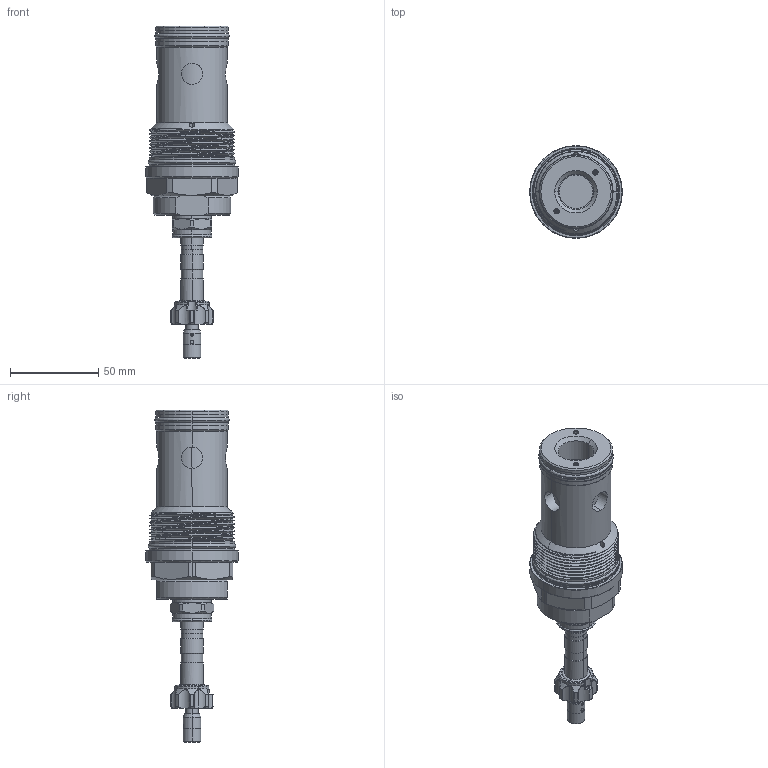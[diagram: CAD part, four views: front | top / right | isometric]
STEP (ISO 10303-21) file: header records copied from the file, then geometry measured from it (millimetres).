
FILE_DESCRIPTION (( 'STEP AP203' ), '1' );
FILE_NAME ('EP18A2A31T95.STEP', '2020-03-31T06:33:26', ( '' ), ( '' ), 'SwSTEP 2.0', 'SolidWorks 2018', '' );
FILE_SCHEMA (( 'CONFIG_CONTROL_DESIGN' ));
Length unit declared in the file: millimetre
Products named in the file (1): EP18A2A31T95
Bounding box: 52.37 x 52.37 x 187.6 mm (x, y, z)
Volume: 164729.9 mm3; surface area: 33343.1 mm2
Topology: 10 solids, 10 shells, 455 faces, 1080 edges, 664 vertices
Faces by surface type: cylinder 202, cone 85, plane 76, torus 47, bspline 41, sphere 4
Entity records: 19549 total; most frequent: CARTESIAN_POINT 9385, ORIENTED_EDGE 2136, DIRECTION 2095, EDGE_CURVE 1068, AXIS2_PLACEMENT_3D 874, VERTEX_POINT 658, EDGE_LOOP 492, CIRCLE 459
